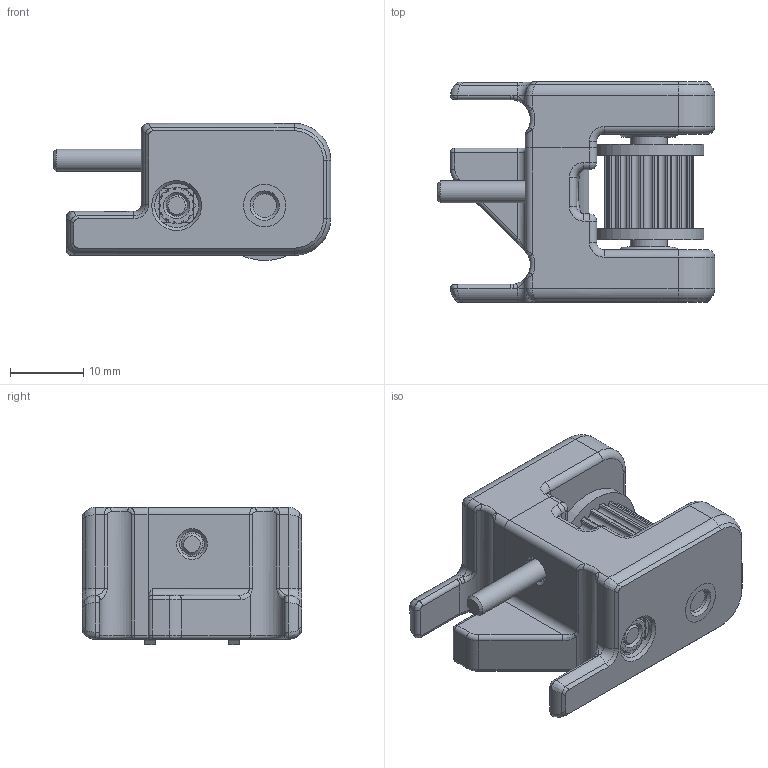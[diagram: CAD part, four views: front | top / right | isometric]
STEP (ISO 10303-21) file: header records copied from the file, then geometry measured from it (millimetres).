
FILE_DESCRIPTION(/* description */ (''),/* implementation_level */ '2;1');
FILE_NAME(/* name */ '2 Piece Z Idler v4.step',/* time_stamp */ '2023-01-01T22:27:17-05:00',/* author */ (''),/* organization */ (''),/* preprocessor_version */ 'ST-DEVELOPER v19.2',/* originating_system */ 'Autodesk Translation Framework v11.17.0.187',/* authorisation */ '');
FILE_SCHEMA (('AUTOMOTIVE_DESIGN { 1 0 10303 214 3 1 1 }'));
Length unit declared in the file: millimetre
Products named in the file (11): 2 Piece Z Idler; [a]_z_tensioner_a_9mm_x4; [a]_z_tensioner_b_9mm_x4; Hardware; M3x16 SHCS v5; M3 Threaded Insert v3; M3x25 SHCS v2; 5x28mm Pin; GT2 20T Idler 9mm v2; GT2 20T Toothed Idler 9mm; Bearing
Assembly tree (11 placements, depth 4):
  2 Piece Z Idler
    [a]_z_tensioner_a_9mm_x4
    [a]_z_tensioner_b_9mm_x4
    Hardware
      M3x16 SHCS v5
      M3 Threaded Insert v3
      M3x25 SHCS v2
      5x28mm Pin
      GT2 20T Idler 9mm v2
        GT2 20T Toothed Idler 9mm
        Bearing  x2
Bounding box: 37.83 x 30 x 18.7 mm (x, y, z)
Volume: 19024.8 mm3; surface area: 12729.8 mm2
Topology: 11 solids, 11 shells, 885 faces, 2192 edges, 1350 vertices
Faces by surface type: cylinder 374, plane 247, bspline 132, torus 76, cone 46, sphere 10
Full cylindrical faces by diameter (mm): 2.9 x1, 3 x2, 3.2 x2, 3.4 x6, 4.2 x1, 4.25 x1, 4.6 x1, 4.7 x2, 5 x4, 5.2 x3, 5.5 x2, 5.8 x2, 6 x6, 8 x1, 8.2 x2, 9 x4, 15 x2
Entity records: 29883 total; most frequent: CARTESIAN_POINT 9031, ORIENTED_EDGE 4350, DIRECTION 4316, EDGE_CURVE 2175, AXIS2_PLACEMENT_3D 1738, VERTEX_POINT 1342, CIRCLE 929, EDGE_LOOP 927
